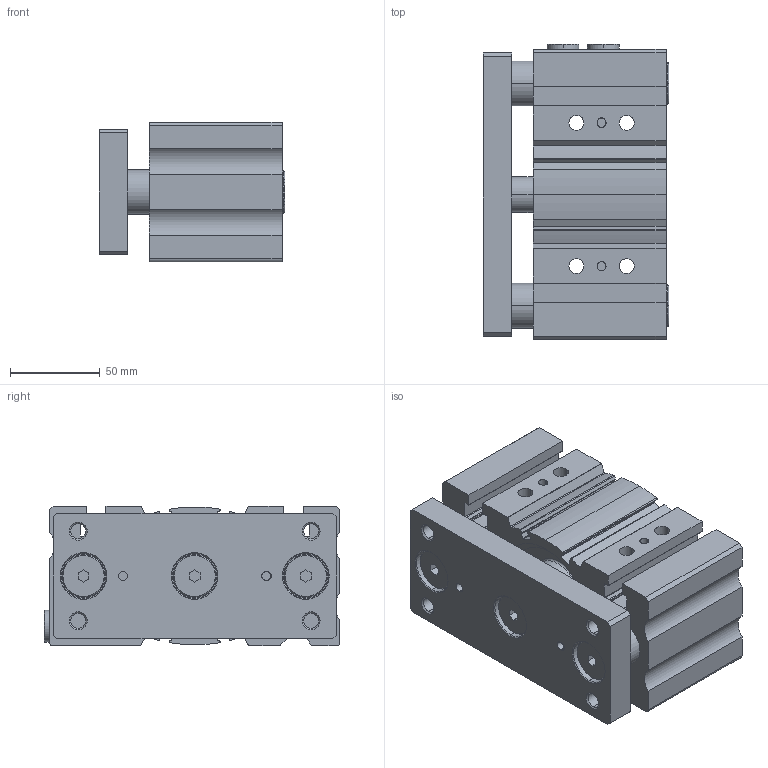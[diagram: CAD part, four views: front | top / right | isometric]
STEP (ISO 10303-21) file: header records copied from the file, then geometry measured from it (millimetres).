
FILE_DESCRIPTION (( 'STEP AP203' ), '1' );
FILE_NAME ('W143063A025N.step', '2025-05-29T12:58:46', ( '' ), ( '' ), 'SwSTEP 2.0', 'SolidWorks 2024', '' );
FILE_SCHEMA (( 'CONFIG_CONTROL_DESIGN' ));
Length unit declared in the file: inch
Products named in the file (3): W143063A025N_ROD; W143063A025N_BODY; W143063A025N
Assembly tree (2 placements, depth 2):
  W143063A025N
    W143063A025N_BODY
    W143063A025N_ROD
Bounding box: 103.5 x 165 x 78 mm (x, y, z)
Volume: 881930.8 mm3; surface area: 183176.2 mm2
Topology: 6 solids, 6 shells, 454 faces, 1141 edges, 738 vertices
Faces by surface type: cylinder 216, plane 182, cone 48, torus 8
Entity records: 14076 total; most frequent: DIRECTION 2555, CARTESIAN_POINT 2356, ORIENTED_EDGE 2282, EDGE_CURVE 1141, AXIS2_PLACEMENT_3D 957, VERTEX_POINT 738, VECTOR 641, LINE 641
